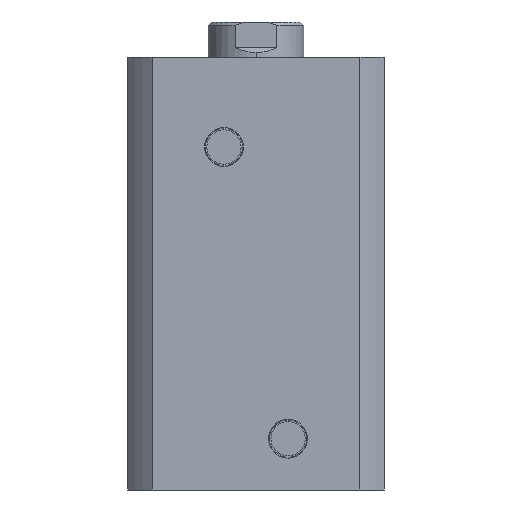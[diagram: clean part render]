
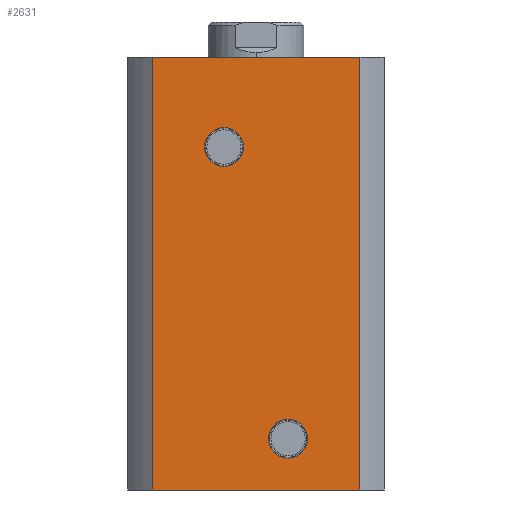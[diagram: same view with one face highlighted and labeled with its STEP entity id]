
A CAD part, left-side view. The second image highlights one B-rep face of the part: STEP entity #2631.
In plain terms, the highlighted planar face has unit normal (-1, 0, 0).
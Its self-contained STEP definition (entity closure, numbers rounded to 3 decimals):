
#70 = VERTEX_POINT ( 'NONE', #971 ) ;
#80 = VERTEX_POINT ( 'NONE', #945 ) ;
#121 = VERTEX_POINT ( 'NONE', #3533 ) ;
#150 = VERTEX_POINT ( 'NONE', #2470 ) ;
#172 = VERTEX_POINT ( 'NONE', #2476 ) ;
#174 = VERTEX_POINT ( 'NONE', #2463 ) ;
#178 = VERTEX_POINT ( 'NONE', #2472 ) ;
#217 = VERTEX_POINT ( 'NONE', #3077 ) ;
#278 = VECTOR ( 'NONE', #3458, 1000. ) ;
#297 = EDGE_LOOP ( 'NONE', ( #2779, #2780 ) ) ;
#300 = EDGE_LOOP ( 'NONE', ( #2781, #2782 ) ) ;
#301 = EDGE_LOOP ( 'NONE', ( #2783, #2784, #2785, #2786 ) ) ;
#451 = VECTOR ( 'NONE', #3431, 1000. ) ;
#455 = LINE ( 'NONE', #3437, #451 ) ;
#945 = CARTESIAN_POINT ( 'NONE',  ( -40., -32.438, 0. ) ) ;
#971 = CARTESIAN_POINT ( 'NONE',  ( -40., 32.438, 135. ) ) ;
#1008 = LINE ( 'NONE', #3446, #3686 ) ;
#1074 = DIRECTION ( 'NONE',  ( 1., 0., 0. ) ) ;
#1076 = CARTESIAN_POINT ( 'NONE',  ( -40., 0., 135. ) ) ;
#1078 = PLANE ( 'NONE',  #1758 ) ;
#1080 = DIRECTION ( 'NONE',  ( 0., 1., 0. ) ) ;
#1303 = EDGE_CURVE ( 'NONE', #150, #178, #3590, .T. ) ;
#1311 = EDGE_CURVE ( 'NONE', #172, #217, #2538, .T. ) ;
#1436 = EDGE_CURVE ( 'NONE', #70, #121, #455, .T. ) ;
#1438 = EDGE_CURVE ( 'NONE', #178, #150, #3583, .T. ) ;
#1439 = EDGE_CURVE ( 'NONE', #217, #172, #3638, .T. ) ;
#1440 = EDGE_CURVE ( 'NONE', #121, #80, #1008, .T. ) ;
#1441 = EDGE_CURVE ( 'NONE', #174, #80, #2405, .T. ) ;
#1442 = EDGE_CURVE ( 'NONE', #70, #174, #3558, .T. ) ;
#1588 = AXIS2_PLACEMENT_3D ( 'NONE', #3133, #3134, #3135 ) ;
#1592 = AXIS2_PLACEMENT_3D ( 'NONE', #3153, #3154, #3155 ) ;
#1633 = AXIS2_PLACEMENT_3D ( 'NONE', #3448, #3449, #3450 ) ;
#1634 = AXIS2_PLACEMENT_3D ( 'NONE', #3453, #3454, #3455 ) ;
#1758 = AXIS2_PLACEMENT_3D ( 'NONE', #1076, #1074, #1080 ) ;
#2168 = FACE_BOUND ( 'NONE', #297, .T. ) ;
#2175 = FACE_OUTER_BOUND ( 'NONE', #301, .T. ) ;
#2177 = FACE_BOUND ( 'NONE', #300, .T. ) ;
#2405 = LINE ( 'NONE', #3456, #278 ) ;
#2463 = CARTESIAN_POINT ( 'NONE',  ( -40., -32.438, 135. ) ) ;
#2470 = CARTESIAN_POINT ( 'NONE',  ( -40., -10., 9.94 ) ) ;
#2472 = CARTESIAN_POINT ( 'NONE',  ( -40., -10., 22.06 ) ) ;
#2476 = CARTESIAN_POINT ( 'NONE',  ( -40., 10., 100.94 ) ) ;
#2490 = VECTOR ( 'NONE', #3459, 1000. ) ;
#2538 = CIRCLE ( 'NONE', #1592, 6.06 ) ;
#2631 = ADVANCED_FACE ( 'NONE', ( #2168, #2177, #2175 ), #1078, .F. ) ;
#2779 = ORIENTED_EDGE ( 'NONE', *, *, #1438, .F. ) ;
#2780 = ORIENTED_EDGE ( 'NONE', *, *, #1303, .F. ) ;
#2781 = ORIENTED_EDGE ( 'NONE', *, *, #1439, .F. ) ;
#2782 = ORIENTED_EDGE ( 'NONE', *, *, #1311, .F. ) ;
#2783 = ORIENTED_EDGE ( 'NONE', *, *, #1440, .T. ) ;
#2784 = ORIENTED_EDGE ( 'NONE', *, *, #1441, .F. ) ;
#2785 = ORIENTED_EDGE ( 'NONE', *, *, #1442, .F. ) ;
#2786 = ORIENTED_EDGE ( 'NONE', *, *, #1436, .T. ) ;
#3077 = CARTESIAN_POINT ( 'NONE',  ( -40., 10., 113.06 ) ) ;
#3133 = CARTESIAN_POINT ( 'NONE',  ( -40., -10., 16. ) ) ;
#3134 = DIRECTION ( 'NONE',  ( -1., 0., 0. ) ) ;
#3135 = DIRECTION ( 'NONE',  ( 0., 0., 1. ) ) ;
#3153 = CARTESIAN_POINT ( 'NONE',  ( -40., 10., 107. ) ) ;
#3154 = DIRECTION ( 'NONE',  ( -1., 0., 0. ) ) ;
#3155 = DIRECTION ( 'NONE',  ( 0., 0., 1. ) ) ;
#3431 = DIRECTION ( 'NONE',  ( 0., 0., -1. ) ) ;
#3437 = CARTESIAN_POINT ( 'NONE',  ( -40., 32.438, 135. ) ) ;
#3446 = CARTESIAN_POINT ( 'NONE',  ( -40., 0., 0. ) ) ;
#3447 = DIRECTION ( 'NONE',  ( 0., -1., 0. ) ) ;
#3448 = CARTESIAN_POINT ( 'NONE',  ( -40., -10., 16. ) ) ;
#3449 = DIRECTION ( 'NONE',  ( -1., 0., 0. ) ) ;
#3450 = DIRECTION ( 'NONE',  ( 0., 0., 1. ) ) ;
#3452 = CARTESIAN_POINT ( 'NONE',  ( -40., 0., 135. ) ) ;
#3453 = CARTESIAN_POINT ( 'NONE',  ( -40., 10., 107. ) ) ;
#3454 = DIRECTION ( 'NONE',  ( -1., 0., 0. ) ) ;
#3455 = DIRECTION ( 'NONE',  ( 0., 0., 1. ) ) ;
#3456 = CARTESIAN_POINT ( 'NONE',  ( -40., -32.438, 135. ) ) ;
#3458 = DIRECTION ( 'NONE',  ( 0., 0., -1. ) ) ;
#3459 = DIRECTION ( 'NONE',  ( 0., -1., 0. ) ) ;
#3533 = CARTESIAN_POINT ( 'NONE',  ( -40., 32.438, 0. ) ) ;
#3558 = LINE ( 'NONE', #3452, #2490 ) ;
#3583 = CIRCLE ( 'NONE', #1633, 6.06 ) ;
#3590 = CIRCLE ( 'NONE', #1588, 6.06 ) ;
#3638 = CIRCLE ( 'NONE', #1634, 6.06 ) ;
#3686 = VECTOR ( 'NONE', #3447, 1000. ) ;
